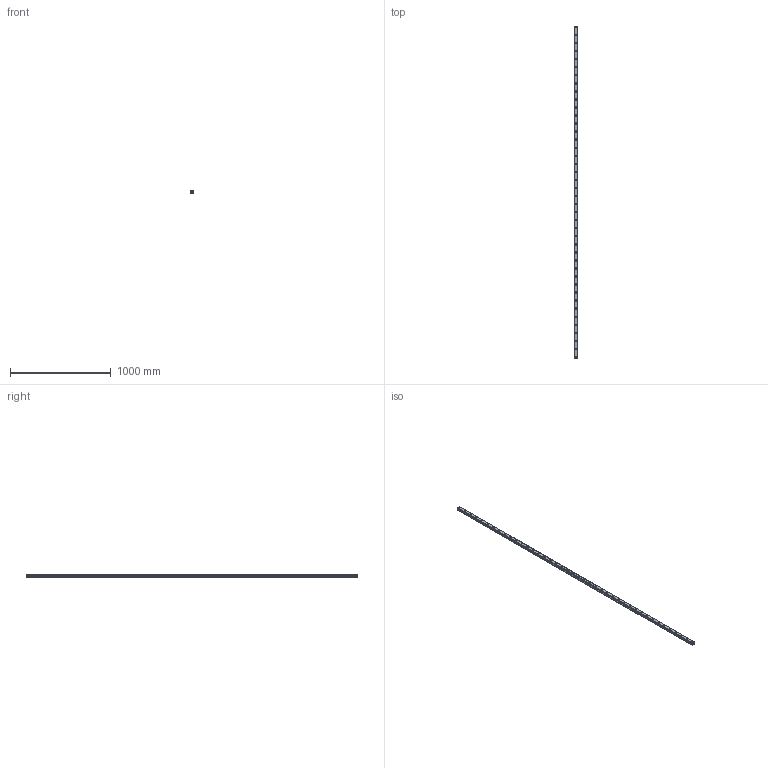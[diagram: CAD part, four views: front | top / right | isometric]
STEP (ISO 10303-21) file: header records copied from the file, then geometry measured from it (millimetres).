
FILE_DESCRIPTION(('STEP AP214'),'1');
FILE_NAME('cctmp_1F3D748E-80DA-49D0-9E09-9134E1B0C15F_2020_6_30_10_1_32_779..stp','2020-06-30T08:01:33',('HIWIN GmbH'),('CADClick - www.CADClick.com'),'Spatial InterOp 3D',' ','unknown authorization');
FILE_SCHEMA(('AUTOMOTIVE_DESIGN'));
Length unit declared in the file: millimetre
Products named in the file (1): HGR35R3300H_FILE
Bounding box: 34 x 3300 x 29 mm (x, y, z)
Volume: 2694657.3 mm3; surface area: 478586.9 mm2
Topology: 1 solids, 1 shells, 493 faces, 1083 edges, 722 vertices
Faces by surface type: cylinder 274, plane 219
Entity records: 17753 total; most frequent: DIRECTION 2619, CARTESIAN_POINT 2299, ORIENTED_EDGE 2166, EDGE_CURVE 1083, AXIS2_PLACEMENT_3D 1042, VERTEX_POINT 722, EDGE_LOOP 623, CIRCLE 548
